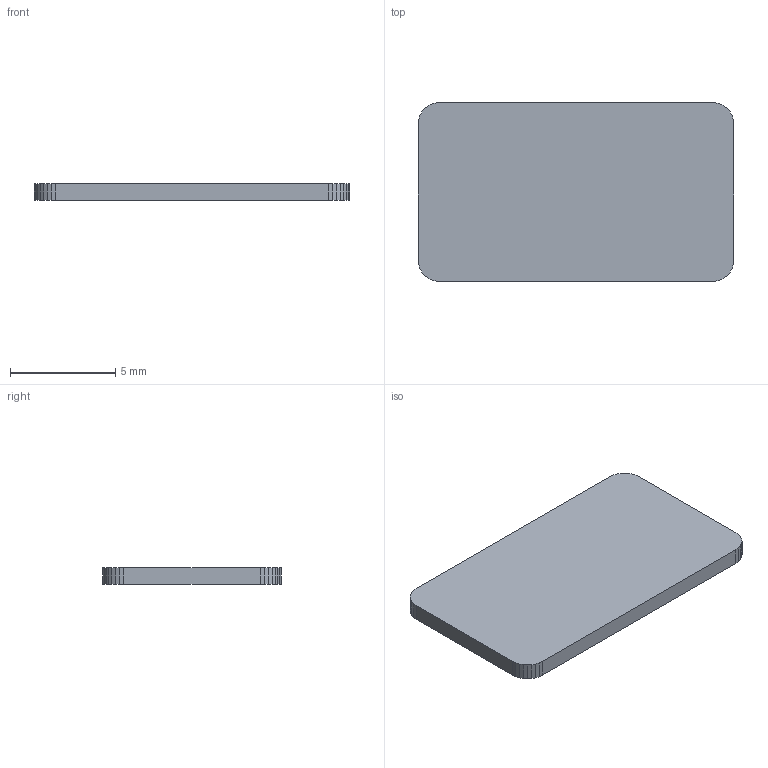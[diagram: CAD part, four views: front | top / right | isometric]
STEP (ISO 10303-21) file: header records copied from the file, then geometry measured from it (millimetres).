
FILE_DESCRIPTION(('KiCad electronic assembly'),'2;1');
FILE_NAME('DRY_ELECTRODES.step','2023-11-28T17:49:47',('Pcbnew'),( 'Kicad'),'Open CASCADE STEP processor 7.5','KiCad to STEP converter' ,'Unknown');
FILE_SCHEMA(('AUTOMOTIVE_DESIGN { 1 0 10303 214 1 1 1 1 }'));
Length unit declared in the file: millimetre
Products named in the file (2): DRY_ELECTRODES 1; DRY_ELECTRODES PCB
Assembly tree (1 placements, depth 2):
  DRY_ELECTRODES 1
    DRY_ELECTRODES PCB
Bounding box: 15 x 8.5 x 0.8 mm (x, y, z)
Volume: 101.3 mm3; surface area: 289.5 mm2
Topology: 1 solids, 1 shells, 38 faces, 108 edges, 72 vertices
Faces by surface type: plane 38
Entity records: 2663 total; most frequent: CARTESIAN_POINT 436, DIRECTION 404, LINE 324, VECTOR 324, ORIENTED_EDGE 216, PCURVE 216, DEFINITIONAL_REPRESENTATION 216, EDGE_CURVE 108
